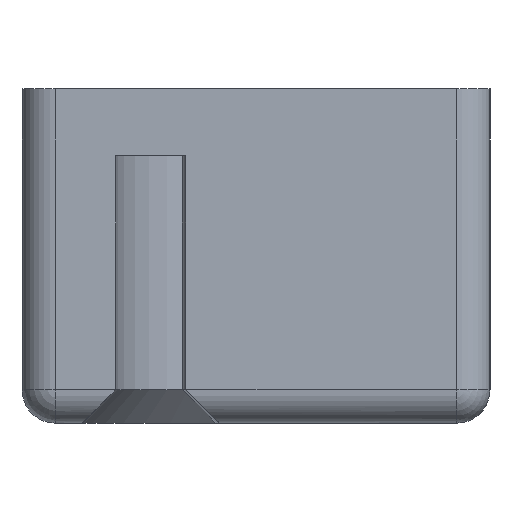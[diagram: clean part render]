
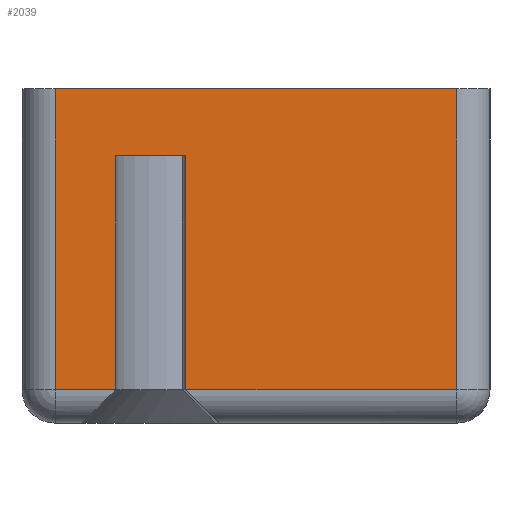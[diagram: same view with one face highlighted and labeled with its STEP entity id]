
A CAD part, left-side view. The second image highlights one B-rep face of the part: STEP entity #2039.
In plain terms, the highlighted planar face has unit normal (-1, 0, 0).
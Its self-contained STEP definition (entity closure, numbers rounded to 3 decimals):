
#263 = CYLINDRICAL_SURFACE('',#264,1.);
#264 = AXIS2_PLACEMENT_3D('',#265,#266,#267);
#265 = CARTESIAN_POINT('',(-23.5,-35.8,-9.));
#266 = DIRECTION('',(0.,1.,0.));
#267 = DIRECTION('',(0.,0.,-1.));
#409 = CYLINDRICAL_SURFACE('',#410,1.);
#410 = AXIS2_PLACEMENT_3D('',#411,#412,#413);
#411 = CARTESIAN_POINT('',(-23.5,-48.,-9.));
#412 = DIRECTION('',(0.,1.,0.));
#413 = DIRECTION('',(0.,0.,-1.));
#1037 = VERTEX_POINT('',#1038);
#1038 = CARTESIAN_POINT('',(-24.5,-36.8,-9.));
#1070 = EDGE_CURVE('',#1037,#1071,#1073,.T.);
#1071 = VERTEX_POINT('',#1072);
#1072 = CARTESIAN_POINT('',(-24.5,-35.,-9.));
#1073 = SURFACE_CURVE('',#1074,(#1078,#1085),.PCURVE_S1.);
#1074 = LINE('',#1075,#1076);
#1075 = CARTESIAN_POINT('',(-24.5,-35.8,-9.));
#1076 = VECTOR('',#1077,1.);
#1077 = DIRECTION('',(0.,1.,0.));
#1078 = PCURVE('',#263,#1079);
#1079 = DEFINITIONAL_REPRESENTATION('',(#1080),#1084);
#1080 = LINE('',#1081,#1082);
#1081 = CARTESIAN_POINT('',(1.571,0.));
#1082 = VECTOR('',#1083,1.);
#1083 = DIRECTION('',(0.,1.));
#1084 = ( GEOMETRIC_REPRESENTATION_CONTEXT(2) 
PARAMETRIC_REPRESENTATION_CONTEXT() REPRESENTATION_CONTEXT('2D SPACE',''
  ) );
#1085 = PCURVE('',#1086,#1091);
#1086 = PLANE('',#1087);
#1087 = AXIS2_PLACEMENT_3D('',#1088,#1089,#1090);
#1088 = CARTESIAN_POINT('',(-24.5,-48.,0.));
#1089 = DIRECTION('',(1.,0.,0.));
#1090 = DIRECTION('',(0.,1.,0.));
#1091 = DEFINITIONAL_REPRESENTATION('',(#1092),#1096);
#1092 = LINE('',#1093,#1094);
#1093 = CARTESIAN_POINT('',(12.2,-9.));
#1094 = VECTOR('',#1095,1.);
#1095 = DIRECTION('',(1.,0.));
#1096 = ( GEOMETRIC_REPRESENTATION_CONTEXT(2) 
PARAMETRIC_REPRESENTATION_CONTEXT() REPRESENTATION_CONTEXT('2D SPACE',''
  ) );
#1158 = PLANE('',#1159);
#1159 = AXIS2_PLACEMENT_3D('',#1160,#1161,#1162);
#1160 = CARTESIAN_POINT('',(-24.5,-36.8,-10.));
#1161 = DIRECTION('',(0.,-1.,0.));
#1162 = DIRECTION('',(-1.,0.,0.));
#1364 = VERTEX_POINT('',#1365);
#1365 = CARTESIAN_POINT('',(-24.5,-47.,-9.));
#1385 = EDGE_CURVE('',#1364,#1386,#1388,.T.);
#1386 = VERTEX_POINT('',#1387);
#1387 = CARTESIAN_POINT('',(-24.5,-38.9,-9.));
#1388 = SURFACE_CURVE('',#1389,(#1393,#1400),.PCURVE_S1.);
#1389 = LINE('',#1390,#1391);
#1390 = CARTESIAN_POINT('',(-24.5,-48.,-9.));
#1391 = VECTOR('',#1392,1.);
#1392 = DIRECTION('',(0.,1.,0.));
#1393 = PCURVE('',#409,#1394);
#1394 = DEFINITIONAL_REPRESENTATION('',(#1395),#1399);
#1395 = LINE('',#1396,#1397);
#1396 = CARTESIAN_POINT('',(1.571,0.));
#1397 = VECTOR('',#1398,1.);
#1398 = DIRECTION('',(0.,1.));
#1399 = ( GEOMETRIC_REPRESENTATION_CONTEXT(2) 
PARAMETRIC_REPRESENTATION_CONTEXT() REPRESENTATION_CONTEXT('2D SPACE',''
  ) );
#1400 = PCURVE('',#1086,#1401);
#1401 = DEFINITIONAL_REPRESENTATION('',(#1402),#1406);
#1402 = LINE('',#1403,#1404);
#1403 = CARTESIAN_POINT('',(0.,-9.));
#1404 = VECTOR('',#1405,1.);
#1405 = DIRECTION('',(1.,0.));
#1406 = ( GEOMETRIC_REPRESENTATION_CONTEXT(2) 
PARAMETRIC_REPRESENTATION_CONTEXT() REPRESENTATION_CONTEXT('2D SPACE',''
  ) );
#1456 = PLANE('',#1457);
#1457 = AXIS2_PLACEMENT_3D('',#1458,#1459,#1460);
#1458 = CARTESIAN_POINT('',(-17.307,-38.9,-10.));
#1459 = DIRECTION('',(0.,1.,0.));
#1460 = DIRECTION('',(1.,0.,0.));
#1608 = PLANE('',#1609);
#1609 = AXIS2_PLACEMENT_3D('',#1610,#1611,#1612);
#1610 = CARTESIAN_POINT('',(-24.5,-34.,0.));
#1611 = DIRECTION('',(0.,0.,1.));
#1612 = DIRECTION('',(1.,0.,0.));
#1957 = CYLINDRICAL_SURFACE('',#1958,1.);
#1958 = AXIS2_PLACEMENT_3D('',#1959,#1960,#1961);
#1959 = CARTESIAN_POINT('',(-23.5,-35.,0.));
#1960 = DIRECTION('',(0.,0.,-1.));
#1961 = DIRECTION('',(0.,1.,0.));
#2039 = ADVANCED_FACE('',(#2040),#1086,.F.);
#2040 = FACE_BOUND('',#2041,.F.);
#2041 = EDGE_LOOP('',(#2042,#2067,#2093,#2094,#2117,#2145,#2166,#2167));
#2042 = ORIENTED_EDGE('',*,*,#2043,.F.);
#2043 = EDGE_CURVE('',#2044,#2046,#2048,.T.);
#2044 = VERTEX_POINT('',#2045);
#2045 = CARTESIAN_POINT('',(-24.5,-47.,0.));
#2046 = VERTEX_POINT('',#2047);
#2047 = CARTESIAN_POINT('',(-24.5,-35.,0.));
#2048 = SURFACE_CURVE('',#2049,(#2053,#2060),.PCURVE_S1.);
#2049 = LINE('',#2050,#2051);
#2050 = CARTESIAN_POINT('',(-24.5,-48.,0.));
#2051 = VECTOR('',#2052,1.);
#2052 = DIRECTION('',(0.,1.,0.));
#2053 = PCURVE('',#1086,#2054);
#2054 = DEFINITIONAL_REPRESENTATION('',(#2055),#2059);
#2055 = LINE('',#2056,#2057);
#2056 = CARTESIAN_POINT('',(0.,0.));
#2057 = VECTOR('',#2058,1.);
#2058 = DIRECTION('',(1.,0.));
#2059 = ( GEOMETRIC_REPRESENTATION_CONTEXT(2) 
PARAMETRIC_REPRESENTATION_CONTEXT() REPRESENTATION_CONTEXT('2D SPACE',''
  ) );
#2060 = PCURVE('',#1608,#2061);
#2061 = DEFINITIONAL_REPRESENTATION('',(#2062),#2066);
#2062 = LINE('',#2063,#2064);
#2063 = CARTESIAN_POINT('',(0.,-14.));
#2064 = VECTOR('',#2065,1.);
#2065 = DIRECTION('',(0.,1.));
#2066 = ( GEOMETRIC_REPRESENTATION_CONTEXT(2) 
PARAMETRIC_REPRESENTATION_CONTEXT() REPRESENTATION_CONTEXT('2D SPACE',''
  ) );
#2067 = ORIENTED_EDGE('',*,*,#2068,.T.);
#2068 = EDGE_CURVE('',#2044,#1364,#2069,.T.);
#2069 = SURFACE_CURVE('',#2070,(#2074,#2081),.PCURVE_S1.);
#2070 = LINE('',#2071,#2072);
#2071 = CARTESIAN_POINT('',(-24.5,-47.,0.));
#2072 = VECTOR('',#2073,1.);
#2073 = DIRECTION('',(0.,0.,-1.));
#2074 = PCURVE('',#1086,#2075);
#2075 = DEFINITIONAL_REPRESENTATION('',(#2076),#2080);
#2076 = LINE('',#2077,#2078);
#2077 = CARTESIAN_POINT('',(1.,0.));
#2078 = VECTOR('',#2079,1.);
#2079 = DIRECTION('',(0.,-1.));
#2080 = ( GEOMETRIC_REPRESENTATION_CONTEXT(2) 
PARAMETRIC_REPRESENTATION_CONTEXT() REPRESENTATION_CONTEXT('2D SPACE',''
  ) );
#2081 = PCURVE('',#2082,#2087);
#2082 = CYLINDRICAL_SURFACE('',#2083,1.);
#2083 = AXIS2_PLACEMENT_3D('',#2084,#2085,#2086);
#2084 = CARTESIAN_POINT('',(-23.5,-47.,0.));
#2085 = DIRECTION('',(0.,0.,-1.));
#2086 = DIRECTION('',(0.,-1.,0.));
#2087 = DEFINITIONAL_REPRESENTATION('',(#2088),#2092);
#2088 = LINE('',#2089,#2090);
#2089 = CARTESIAN_POINT('',(1.571,0.));
#2090 = VECTOR('',#2091,1.);
#2091 = DIRECTION('',(0.,1.));
#2092 = ( GEOMETRIC_REPRESENTATION_CONTEXT(2) 
PARAMETRIC_REPRESENTATION_CONTEXT() REPRESENTATION_CONTEXT('2D SPACE',''
  ) );
#2093 = ORIENTED_EDGE('',*,*,#1385,.T.);
#2094 = ORIENTED_EDGE('',*,*,#2095,.T.);
#2095 = EDGE_CURVE('',#1386,#2096,#2098,.T.);
#2096 = VERTEX_POINT('',#2097);
#2097 = CARTESIAN_POINT('',(-24.5,-38.9,-2.));
#2098 = SURFACE_CURVE('',#2099,(#2103,#2110),.PCURVE_S1.);
#2099 = LINE('',#2100,#2101);
#2100 = CARTESIAN_POINT('',(-24.5,-38.9,-10.));
#2101 = VECTOR('',#2102,1.);
#2102 = DIRECTION('',(0.,0.,1.));
#2103 = PCURVE('',#1086,#2104);
#2104 = DEFINITIONAL_REPRESENTATION('',(#2105),#2109);
#2105 = LINE('',#2106,#2107);
#2106 = CARTESIAN_POINT('',(9.1,-10.));
#2107 = VECTOR('',#2108,1.);
#2108 = DIRECTION('',(0.,1.));
#2109 = ( GEOMETRIC_REPRESENTATION_CONTEXT(2) 
PARAMETRIC_REPRESENTATION_CONTEXT() REPRESENTATION_CONTEXT('2D SPACE',''
  ) );
#2110 = PCURVE('',#1456,#2111);
#2111 = DEFINITIONAL_REPRESENTATION('',(#2112),#2116);
#2112 = LINE('',#2113,#2114);
#2113 = CARTESIAN_POINT('',(-7.193,0.));
#2114 = VECTOR('',#2115,1.);
#2115 = DIRECTION('',(0.,-1.));
#2116 = ( GEOMETRIC_REPRESENTATION_CONTEXT(2) 
PARAMETRIC_REPRESENTATION_CONTEXT() REPRESENTATION_CONTEXT('2D SPACE',''
  ) );
#2117 = ORIENTED_EDGE('',*,*,#2118,.T.);
#2118 = EDGE_CURVE('',#2096,#2119,#2121,.T.);
#2119 = VERTEX_POINT('',#2120);
#2120 = CARTESIAN_POINT('',(-24.5,-36.8,-2.));
#2121 = SURFACE_CURVE('',#2122,(#2126,#2133),.PCURVE_S1.);
#2122 = LINE('',#2123,#2124);
#2123 = CARTESIAN_POINT('',(-24.5,-38.9,-2.));
#2124 = VECTOR('',#2125,1.);
#2125 = DIRECTION('',(0.,1.,0.));
#2126 = PCURVE('',#1086,#2127);
#2127 = DEFINITIONAL_REPRESENTATION('',(#2128),#2132);
#2128 = LINE('',#2129,#2130);
#2129 = CARTESIAN_POINT('',(9.1,-2.));
#2130 = VECTOR('',#2131,1.);
#2131 = DIRECTION('',(1.,0.));
#2132 = ( GEOMETRIC_REPRESENTATION_CONTEXT(2) 
PARAMETRIC_REPRESENTATION_CONTEXT() REPRESENTATION_CONTEXT('2D SPACE',''
  ) );
#2133 = PCURVE('',#2134,#2139);
#2134 = PLANE('',#2135);
#2135 = AXIS2_PLACEMENT_3D('',#2136,#2137,#2138);
#2136 = CARTESIAN_POINT('',(-17.307,-38.9,-2.));
#2137 = DIRECTION('',(0.,0.,-1.));
#2138 = DIRECTION('',(-1.,0.,0.));
#2139 = DEFINITIONAL_REPRESENTATION('',(#2140),#2144);
#2140 = LINE('',#2141,#2142);
#2141 = CARTESIAN_POINT('',(7.193,0.));
#2142 = VECTOR('',#2143,1.);
#2143 = DIRECTION('',(0.,1.));
#2144 = ( GEOMETRIC_REPRESENTATION_CONTEXT(2) 
PARAMETRIC_REPRESENTATION_CONTEXT() REPRESENTATION_CONTEXT('2D SPACE',''
  ) );
#2145 = ORIENTED_EDGE('',*,*,#2146,.F.);
#2146 = EDGE_CURVE('',#1037,#2119,#2147,.T.);
#2147 = SURFACE_CURVE('',#2148,(#2152,#2159),.PCURVE_S1.);
#2148 = LINE('',#2149,#2150);
#2149 = CARTESIAN_POINT('',(-24.5,-36.8,-10.));
#2150 = VECTOR('',#2151,1.);
#2151 = DIRECTION('',(0.,0.,1.));
#2152 = PCURVE('',#1086,#2153);
#2153 = DEFINITIONAL_REPRESENTATION('',(#2154),#2158);
#2154 = LINE('',#2155,#2156);
#2155 = CARTESIAN_POINT('',(11.2,-10.));
#2156 = VECTOR('',#2157,1.);
#2157 = DIRECTION('',(0.,1.));
#2158 = ( GEOMETRIC_REPRESENTATION_CONTEXT(2) 
PARAMETRIC_REPRESENTATION_CONTEXT() REPRESENTATION_CONTEXT('2D SPACE',''
  ) );
#2159 = PCURVE('',#1158,#2160);
#2160 = DEFINITIONAL_REPRESENTATION('',(#2161),#2165);
#2161 = LINE('',#2162,#2163);
#2162 = CARTESIAN_POINT('',(0.,0.));
#2163 = VECTOR('',#2164,1.);
#2164 = DIRECTION('',(0.,-1.));
#2165 = ( GEOMETRIC_REPRESENTATION_CONTEXT(2) 
PARAMETRIC_REPRESENTATION_CONTEXT() REPRESENTATION_CONTEXT('2D SPACE',''
  ) );
#2166 = ORIENTED_EDGE('',*,*,#1070,.T.);
#2167 = ORIENTED_EDGE('',*,*,#2168,.F.);
#2168 = EDGE_CURVE('',#2046,#1071,#2169,.T.);
#2169 = SURFACE_CURVE('',#2170,(#2174,#2181),.PCURVE_S1.);
#2170 = LINE('',#2171,#2172);
#2171 = CARTESIAN_POINT('',(-24.5,-35.,0.));
#2172 = VECTOR('',#2173,1.);
#2173 = DIRECTION('',(0.,0.,-1.));
#2174 = PCURVE('',#1086,#2175);
#2175 = DEFINITIONAL_REPRESENTATION('',(#2176),#2180);
#2176 = LINE('',#2177,#2178);
#2177 = CARTESIAN_POINT('',(13.,0.));
#2178 = VECTOR('',#2179,1.);
#2179 = DIRECTION('',(0.,-1.));
#2180 = ( GEOMETRIC_REPRESENTATION_CONTEXT(2) 
PARAMETRIC_REPRESENTATION_CONTEXT() REPRESENTATION_CONTEXT('2D SPACE',''
  ) );
#2181 = PCURVE('',#1957,#2182);
#2182 = DEFINITIONAL_REPRESENTATION('',(#2183),#2187);
#2183 = LINE('',#2184,#2185);
#2184 = CARTESIAN_POINT('',(-1.571,0.));
#2185 = VECTOR('',#2186,1.);
#2186 = DIRECTION('',(0.,1.));
#2187 = ( GEOMETRIC_REPRESENTATION_CONTEXT(2) 
PARAMETRIC_REPRESENTATION_CONTEXT() REPRESENTATION_CONTEXT('2D SPACE',''
  ) );
